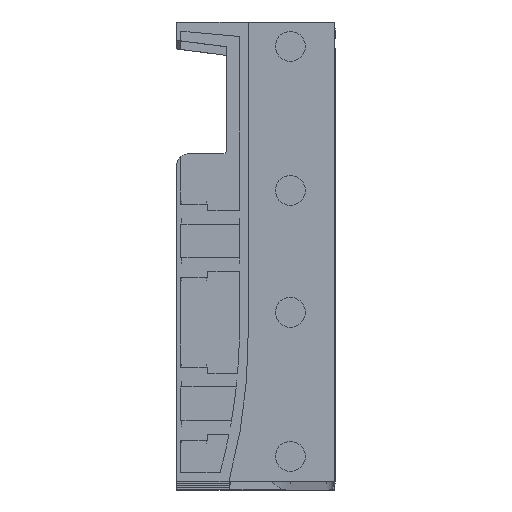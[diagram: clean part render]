
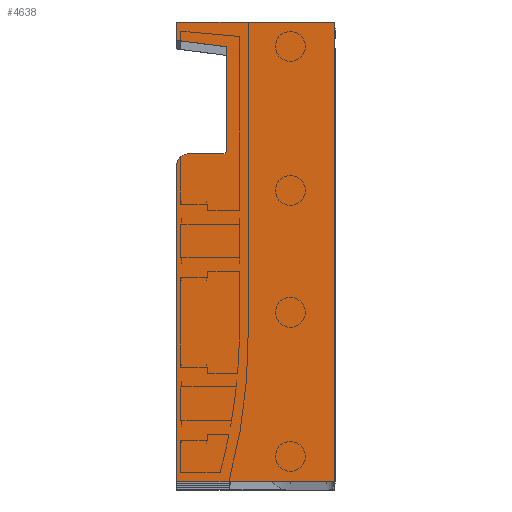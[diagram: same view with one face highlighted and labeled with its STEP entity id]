
A CAD part, top view. The second image highlights one B-rep face of the part: STEP entity #4638.
In plain terms, the highlighted face is planar.
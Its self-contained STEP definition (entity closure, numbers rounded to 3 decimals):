
#261=CIRCLE('',#5052,1.);
#276=CIRCLE('',#5102,0.2);
#1665=ORIENTED_EDGE('',*,*,#2377,.T.);
#1666=ORIENTED_EDGE('',*,*,#2361,.T.);
#1667=ORIENTED_EDGE('',*,*,#2271,.T.);
#1668=ORIENTED_EDGE('',*,*,#2380,.T.);
#1669=ORIENTED_EDGE('',*,*,#2381,.T.);
#1670=ORIENTED_EDGE('',*,*,#2383,.F.);
#1671=ORIENTED_EDGE('',*,*,#2385,.T.);
#1672=ORIENTED_EDGE('',*,*,#2312,.T.);
#1673=ORIENTED_EDGE('',*,*,#2279,.T.);
#1674=ORIENTED_EDGE('',*,*,#2369,.T.);
#2271=EDGE_CURVE('',#2789,#2788,#3205,.T.);
#2279=EDGE_CURVE('',#2797,#2796,#3213,.T.);
#2312=EDGE_CURVE('',#2819,#2797,#261,.T.);
#2361=EDGE_CURVE('',#2833,#2789,#3278,.T.);
#2369=EDGE_CURVE('',#2796,#2836,#3285,.T.);
#2377=EDGE_CURVE('',#2836,#2833,#3289,.T.);
#2380=EDGE_CURVE('',#2788,#2841,#3291,.T.);
#2381=EDGE_CURVE('',#2841,#2842,#3292,.T.);
#2383=EDGE_CURVE('',#2843,#2842,#276,.T.);
#2385=EDGE_CURVE('',#2843,#2819,#3295,.T.);
#2788=VERTEX_POINT('',#7758);
#2789=VERTEX_POINT('',#7760);
#2796=VERTEX_POINT('',#7776);
#2797=VERTEX_POINT('',#7778);
#2819=VERTEX_POINT('',#7845);
#2833=VERTEX_POINT('',#7927);
#2836=VERTEX_POINT('',#7938);
#2841=VERTEX_POINT('',#7965);
#2842=VERTEX_POINT('',#7969);
#2843=VERTEX_POINT('',#7973);
#3205=LINE('',#7759,#3653);
#3213=LINE('',#7777,#3661);
#3278=LINE('',#7926,#3726);
#3285=LINE('',#7939,#3733);
#3289=LINE('',#7961,#3737);
#3291=LINE('',#7966,#3739);
#3292=LINE('',#7968,#3740);
#3295=LINE('',#7976,#3743);
#3653=VECTOR('',#6156,1000.);
#3661=VECTOR('',#6168,1000.);
#3726=VECTOR('',#6317,1000.);
#3733=VECTOR('',#6328,1000.);
#3737=VECTOR('',#6360,1000.);
#3739=VECTOR('',#6366,1000.);
#3740=VECTOR('',#6369,1000.);
#3743=VECTOR('',#6378,1000.);
#3992=EDGE_LOOP('',(#1665,#1666,#1667,#1668,#1669,#1670,#1671,#1672,#1673,
#1674));
#4259=FACE_BOUND('',#3992,.T.);
#4423=PLANE('',#5104);
#4638=ADVANCED_FACE('',(#4259),#4423,.T.);
#5052=AXIS2_PLACEMENT_3D('',#7844,#6219,#6220);
#5102=AXIS2_PLACEMENT_3D('',#7972,#6373,#6374);
#5104=AXIS2_PLACEMENT_3D('',#7977,#6379,#6380);
#6156=DIRECTION('',(0.,0.,-1.));
#6168=DIRECTION('',(0.,0.,-1.));
#6219=DIRECTION('',(1.,0.,0.));
#6220=DIRECTION('',(0.,0.,-1.));
#6317=DIRECTION('',(0.,-1.,0.));
#6328=DIRECTION('',(0.,1.,0.));
#6360=DIRECTION('',(0.,0.,1.));
#6366=DIRECTION('',(0.,0.991,-0.131));
#6369=DIRECTION('',(0.,0.,-1.));
#6373=DIRECTION('',(1.,0.,0.));
#6374=DIRECTION('',(0.,0.,-1.));
#6378=DIRECTION('',(0.,-1.,0.));
#6379=DIRECTION('',(1.,0.,0.));
#6380=DIRECTION('',(0.,0.,-1.));
#7758=CARTESIAN_POINT('',(5.25,-0.857,18.1));
#7759=CARTESIAN_POINT('',(5.25,-0.857,19.75));
#7760=CARTESIAN_POINT('',(5.25,-0.857,19.75));
#7776=CARTESIAN_POINT('',(5.25,-0.857,-21.7));
#7777=CARTESIAN_POINT('',(5.25,-0.857,6.85));
#7778=CARTESIAN_POINT('',(5.25,-0.857,6.85));
#7844=CARTESIAN_POINT('',(5.25,0.143,6.85));
#7845=CARTESIAN_POINT('',(5.25,0.143,7.85));
#7926=CARTESIAN_POINT('',(5.25,13.4,19.75));
#7927=CARTESIAN_POINT('',(5.25,13.4,19.75));
#7938=CARTESIAN_POINT('',(5.25,13.4,-21.7));
#7939=CARTESIAN_POINT('',(5.25,-0.857,-21.7));
#7961=CARTESIAN_POINT('',(5.25,13.4,-21.7));
#7965=CARTESIAN_POINT('',(5.25,3.603,17.513));
#7966=CARTESIAN_POINT('',(5.25,-0.857,18.1));
#7968=CARTESIAN_POINT('',(5.25,3.603,17.513));
#7969=CARTESIAN_POINT('',(5.25,3.603,8.05));
#7972=CARTESIAN_POINT('',(5.25,3.403,8.05));
#7973=CARTESIAN_POINT('',(5.25,3.403,7.85));
#7976=CARTESIAN_POINT('',(5.25,3.403,7.85));
#7977=CARTESIAN_POINT('',(5.25,3.403,8.05));
